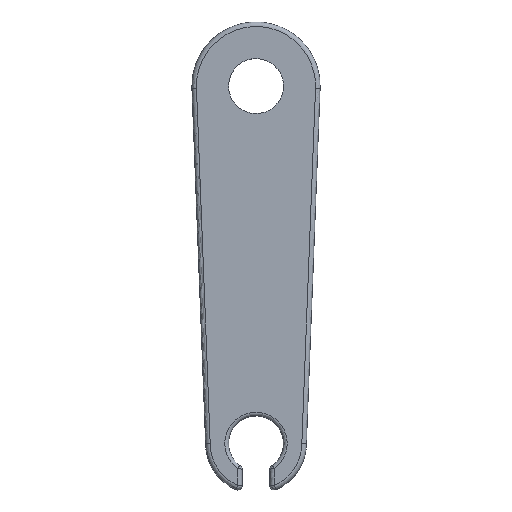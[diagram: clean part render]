
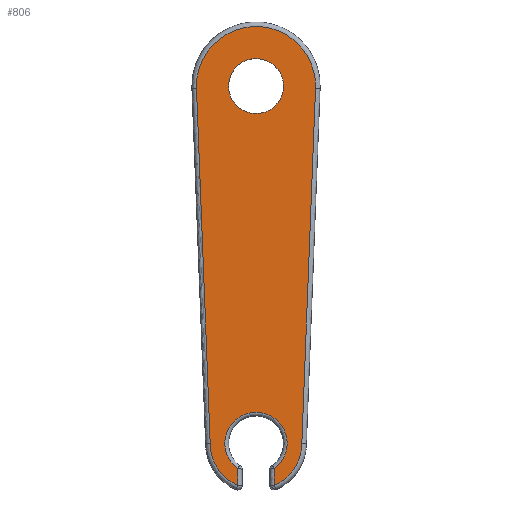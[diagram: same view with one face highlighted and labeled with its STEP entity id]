
A CAD part, top view. The second image highlights one B-rep face of the part: STEP entity #806.
In plain terms, the highlighted free-form (B-spline) face has degree [1, 1] with [2, 2] control points.
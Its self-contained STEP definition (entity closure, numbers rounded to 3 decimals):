
#137 = VERTEX_POINT('',#138);
#138 = CARTESIAN_POINT('',(67.221,248.345,
    3.201));
#190 = VERTEX_POINT('',#191);
#191 = CARTESIAN_POINT('',(71.489,248.345,3.201
    ));
#197 = EDGE_CURVE('',#190,#137,#198,.T.);
#198 = ( BOUNDED_CURVE() B_SPLINE_CURVE(2,(#199,#200,#201,#202,#203),
.UNSPECIFIED.,.F.,.F.) B_SPLINE_CURVE_WITH_KNOTS((3,2,3),(3.77
,6.283,8.796),.PIECEWISE_BEZIER_KNOTS.) CURVE() 
GEOMETRIC_REPRESENTATION_ITEM() RATIONAL_B_SPLINE_CURVE((1.,
0.309,1.,0.309,1.)) REPRESENTATION_ITEM('') );
#199 = CARTESIAN_POINT('',(71.489,248.345,3.201
    ));
#200 = CARTESIAN_POINT('',(80.51,254.907,
    3.201));
#201 = CARTESIAN_POINT('',(69.355,254.907,3.201
    ));
#202 = CARTESIAN_POINT('',(58.2,254.907,
    3.201));
#203 = CARTESIAN_POINT('',(67.221,248.345,
    3.201));
#656 = EDGE_CURVE('',#137,#657,#659,.T.);
#657 = VERTEX_POINT('',#658);
#658 = CARTESIAN_POINT('',(67.221,246.389,3.201
    ));
#659 = B_SPLINE_CURVE_WITH_KNOTS('',1,(#660,#661),.UNSPECIFIED.,.F.,.F.,
  (2,2),(9.625,11.458),.PIECEWISE_BEZIER_KNOTS.);
#660 = CARTESIAN_POINT('',(67.221,248.345,
    3.201));
#661 = CARTESIAN_POINT('',(67.221,246.389,3.201
    ));
#769 = EDGE_CURVE('',#657,#770,#772,.T.);
#770 = VERTEX_POINT('',#771);
#771 = CARTESIAN_POINT('',(64.02,251.289,
    3.201));
#772 = ( BOUNDED_CURVE() B_SPLINE_CURVE(2,(#773,#774,#775),
.UNSPECIFIED.,.F.,.F.) B_SPLINE_CURVE_WITH_KNOTS((3,3),(0.412,
1.573),.PIECEWISE_BEZIER_KNOTS.) CURVE() 
GEOMETRIC_REPRESENTATION_ITEM() RATIONAL_B_SPLINE_CURVE((1.,
0.836,1.)) REPRESENTATION_ITEM('') );
#773 = CARTESIAN_POINT('',(67.221,246.389,3.201
    ));
#774 = CARTESIAN_POINT('',(64.013,247.789,
    3.201));
#775 = CARTESIAN_POINT('',(64.02,251.289,
    3.201));
#806 = ADVANCED_FACE('',(#807,#849),#863,.T.);
#807 = FACE_BOUND('',#808,.T.);
#808 = EDGE_LOOP('',(#809,#810,#817,#825,#832,#842,#847,#848));
#809 = ORIENTED_EDGE('',*,*,#197,.F.);
#810 = ORIENTED_EDGE('',*,*,#811,.F.);
#811 = EDGE_CURVE('',#812,#190,#814,.T.);
#812 = VERTEX_POINT('',#813);
#813 = CARTESIAN_POINT('',(71.489,246.389,3.201
    ));
#814 = B_SPLINE_CURVE_WITH_KNOTS('',1,(#815,#816),.UNSPECIFIED.,.F.,.F.,
  (2,2),(-14.708,-12.875),.PIECEWISE_BEZIER_KNOTS.);
#815 = CARTESIAN_POINT('',(71.489,246.389,3.201
    ));
#816 = CARTESIAN_POINT('',(71.489,248.345,3.201
    ));
#817 = ORIENTED_EDGE('',*,*,#818,.F.);
#818 = EDGE_CURVE('',#819,#812,#821,.T.);
#819 = VERTEX_POINT('',#820);
#820 = CARTESIAN_POINT('',(74.69,251.289,
    3.201));
#821 = ( BOUNDED_CURVE() B_SPLINE_CURVE(2,(#822,#823,#824),
.UNSPECIFIED.,.F.,.F.) B_SPLINE_CURVE_WITH_KNOTS((3,3),(4.711,
5.872),.PIECEWISE_BEZIER_KNOTS.) CURVE() 
GEOMETRIC_REPRESENTATION_ITEM() RATIONAL_B_SPLINE_CURVE((1.,
0.836,1.)) REPRESENTATION_ITEM('') );
#822 = CARTESIAN_POINT('',(74.69,251.289,
    3.201));
#823 = CARTESIAN_POINT('',(74.697,247.789,
    3.201));
#824 = CARTESIAN_POINT('',(71.489,246.389,3.201
    ));
#825 = ORIENTED_EDGE('',*,*,#826,.F.);
#826 = EDGE_CURVE('',#827,#819,#829,.T.);
#827 = VERTEX_POINT('',#828);
#828 = CARTESIAN_POINT('',(76.285,292.624,3.201
    ));
#829 = B_SPLINE_CURVE_WITH_KNOTS('',1,(#830,#831),.UNSPECIFIED.,.F.,.F.,
  (2,2),(-28.747,10.021),.PIECEWISE_BEZIER_KNOTS.);
#830 = CARTESIAN_POINT('',(76.285,292.624,3.201
    ));
#831 = CARTESIAN_POINT('',(74.69,251.289,
    3.201));
#832 = ORIENTED_EDGE('',*,*,#833,.F.);
#833 = EDGE_CURVE('',#834,#827,#836,.T.);
#834 = VERTEX_POINT('',#835);
#835 = CARTESIAN_POINT('',(62.425,292.624,3.201
    ));
#836 = ( BOUNDED_CURVE() B_SPLINE_CURVE(2,(#837,#838,#839,#840,#841),
.UNSPECIFIED.,.F.,.F.) B_SPLINE_CURVE_WITH_KNOTS((3,2,3),(4.674
,6.283,7.893),.PIECEWISE_BEZIER_KNOTS.) CURVE() 
GEOMETRIC_REPRESENTATION_ITEM() RATIONAL_B_SPLINE_CURVE((1.,
0.693,1.,0.693,1.)) REPRESENTATION_ITEM('') );
#837 = CARTESIAN_POINT('',(62.425,292.624,3.201
    ));
#838 = CARTESIAN_POINT('',(62.147,299.827,
    3.201));
#839 = CARTESIAN_POINT('',(69.355,299.827,
    3.201));
#840 = CARTESIAN_POINT('',(76.563,299.827,
    3.201));
#841 = CARTESIAN_POINT('',(76.285,292.624,3.201
    ));
#842 = ORIENTED_EDGE('',*,*,#843,.F.);
#843 = EDGE_CURVE('',#770,#834,#844,.T.);
#844 = B_SPLINE_CURVE_WITH_KNOTS('',1,(#845,#846),.UNSPECIFIED.,.F.,.F.,
  (2,2),(-29.401,9.368),.PIECEWISE_BEZIER_KNOTS.);
#845 = CARTESIAN_POINT('',(64.02,251.289,
    3.201));
#846 = CARTESIAN_POINT('',(62.425,292.624,3.201
    ));
#847 = ORIENTED_EDGE('',*,*,#769,.F.);
#848 = ORIENTED_EDGE('',*,*,#656,.F.);
#849 = FACE_BOUND('',#850,.T.);
#850 = EDGE_LOOP('',(#851));
#851 = ORIENTED_EDGE('',*,*,#852,.T.);
#852 = EDGE_CURVE('',#853,#853,#855,.T.);
#853 = VERTEX_POINT('',#854);
#854 = CARTESIAN_POINT('',(66.154,292.892,
    3.201));
#855 = ( BOUNDED_CURVE() B_SPLINE_CURVE(2,(#856,#857,#858,#859,#860,#861
,#862),.UNSPECIFIED.,.T.,.F.) B_SPLINE_CURVE_WITH_KNOTS((3,2,2,3),(
    3.142,5.236,7.33,9.425),
.PIECEWISE_BEZIER_KNOTS.) CURVE() GEOMETRIC_REPRESENTATION_ITEM() 
RATIONAL_B_SPLINE_CURVE((1.,0.5,1.,0.5,1.,0.5,1.)) REPRESENTATION_ITEM(
  '') );
#856 = CARTESIAN_POINT('',(66.154,292.892,
    3.201));
#857 = CARTESIAN_POINT('',(66.154,298.436,
    3.201));
#858 = CARTESIAN_POINT('',(70.956,295.664,
    3.201));
#859 = CARTESIAN_POINT('',(75.757,292.892,
    3.201));
#860 = CARTESIAN_POINT('',(70.956,290.12,
    3.201));
#861 = CARTESIAN_POINT('',(66.154,287.348,
    3.201));
#862 = CARTESIAN_POINT('',(66.154,292.892,
    3.201));
#863 = B_SPLINE_SURFACE_WITH_KNOTS('',1,1,(
    (#864,#865)
    ,(#866,#867
    )),.UNSPECIFIED.,.F.,.F.,.F.,(2,2),(2,2),(-6.5,6.5),(-24.833
    ,25.25),.PIECEWISE_BEZIER_KNOTS.);
#864 = CARTESIAN_POINT('',(62.42,246.389,3.201
    ));
#865 = CARTESIAN_POINT('',(62.42,299.827,
    3.201));
#866 = CARTESIAN_POINT('',(76.291,246.389,3.201
    ));
#867 = CARTESIAN_POINT('',(76.291,299.827,
    3.201));
